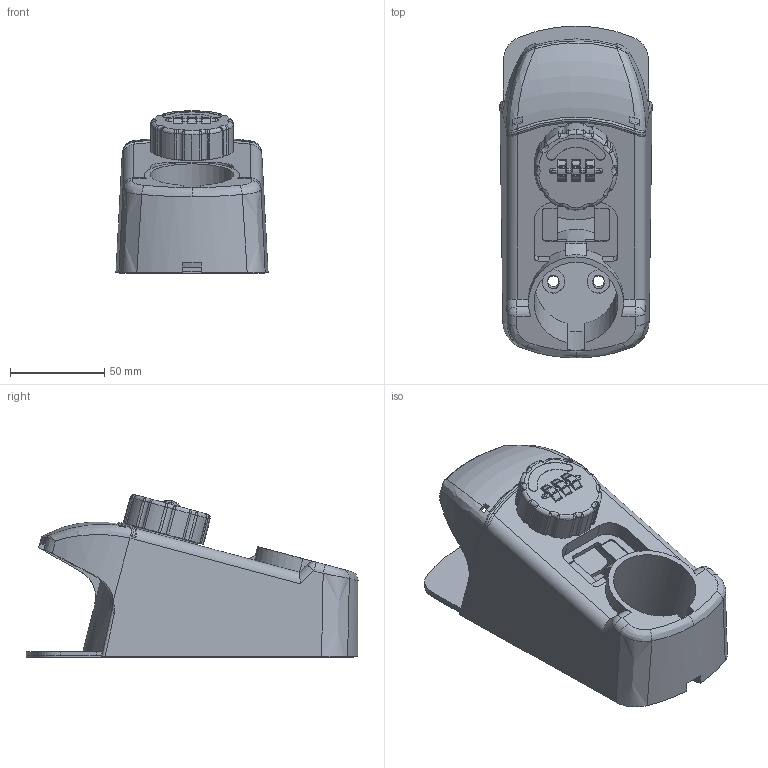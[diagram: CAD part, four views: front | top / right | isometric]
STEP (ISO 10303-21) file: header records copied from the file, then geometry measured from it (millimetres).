
FILE_DESCRIPTION (( 'STEP AP203' ), '1' );
FILE_NAME ('CP-458-D.STEP', '2021-07-20T02:27:32', ( '' ), ( '' ), 'SwSTEP 2.0', 'SolidWorks 2018', '' );
FILE_SCHEMA (( 'CONFIG_CONTROL_DESIGN' ));
Length unit declared in the file: millimetre
Products named in the file (13): C-350_; CP-458-D; CP-458-D_掛け金_; C-350_成形パッキン; C-350_内筒; CP-458-D_フック_; CP-458-D_ホルダー_; CP-458-D_ベースパッキン_; CP-458-D_補強板_; C-350_ツマミ; C-350_ダイヤル; CP-458-D_ホルダーベース_; C-350_外筒
Assembly tree (14 placements, depth 3):
  CP-458-D
    CP-458-D_ホルダーベース_
    CP-458-D_ホルダー_
    CP-458-D_フック_
    CP-458-D_掛け金_
    CP-458-D_ベースパッキン_
    CP-458-D_補強板_
    C-350_
      C-350_外筒
      C-350_内筒
      C-350_ツマミ
      C-350_ダイヤル  x3
      C-350_成形パッキン
Bounding box: 80.66 x 176 x 86.29 mm (x, y, z)
Volume: 201440.1 mm3; surface area: 170247.4 mm2
Topology: 13 solids, 13 shells, 973 faces, 2689 edges, 1745 vertices
Faces by surface type: cylinder 384, plane 383, bspline 108, cone 84, torus 12, sphere 2
Entity records: 30571 total; most frequent: CARTESIAN_POINT 9285, ORIENTED_EDGE 4402, DIRECTION 3930, EDGE_CURVE 2201, VERTEX_POINT 1417, AXIS2_PLACEMENT_3D 1412, VECTOR 1106, LINE 1106
